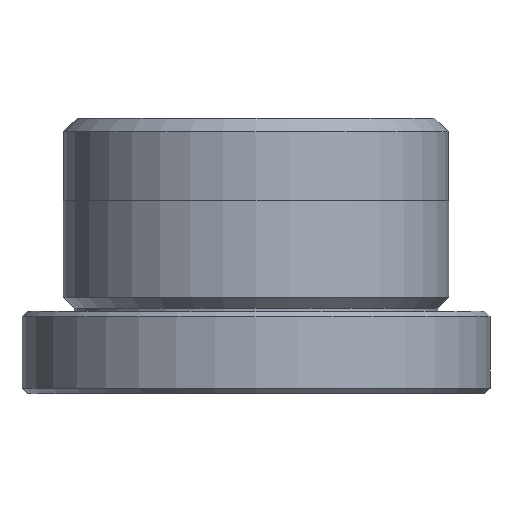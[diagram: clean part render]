
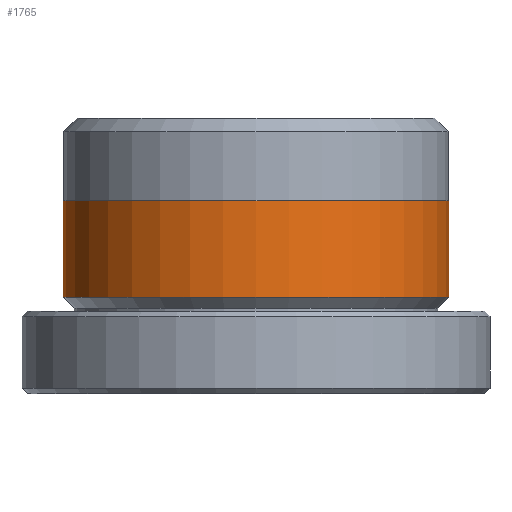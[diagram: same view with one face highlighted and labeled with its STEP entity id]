
A CAD part, front view. The second image highlights one B-rep face of the part: STEP entity #1765.
In plain terms, the highlighted cylindrical face has radius 7 mm (diameter 14 mm), a partial arc.
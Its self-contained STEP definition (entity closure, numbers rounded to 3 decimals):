
#189 = DIRECTION ( 'NONE',  ( 0., 0., -1. ) ) ;
#232 = VERTEX_POINT ( 'NONE', #2922 ) ;
#498 = EDGE_LOOP ( 'NONE', ( #2871, #1355, #2503, #1535 ) ) ;
#553 = LINE ( 'NONE', #1619, #1875 ) ;
#565 = EDGE_CURVE ( 'NONE', #232, #1584, #553, .T. ) ;
#732 = EDGE_CURVE ( 'NONE', #2595, #941, #1726, .T. ) ;
#828 = DIRECTION ( 'NONE',  ( 0., 0., -1. ) ) ;
#941 = VERTEX_POINT ( 'NONE', #980 ) ;
#980 = CARTESIAN_POINT ( 'NONE',  ( 7., 0., 3.5 ) ) ;
#982 = CIRCLE ( 'NONE', #2667, 7. ) ;
#988 = VECTOR ( 'NONE', #828, 1000. ) ;
#1023 = AXIS2_PLACEMENT_3D ( 'NONE', #2556, #1856, #2780 ) ;
#1093 = DIRECTION ( 'NONE',  ( 0., 0., -1. ) ) ;
#1355 = ORIENTED_EDGE ( 'NONE', *, *, #1851, .F. ) ;
#1371 = AXIS2_PLACEMENT_3D ( 'NONE', #1418, #3034, #1673 ) ;
#1418 = CARTESIAN_POINT ( 'NONE',  ( 0., 0., 7. ) ) ;
#1535 = ORIENTED_EDGE ( 'NONE', *, *, #1701, .F. ) ;
#1584 = VERTEX_POINT ( 'NONE', #2344 ) ;
#1619 = CARTESIAN_POINT ( 'NONE',  ( -7., 0., 10. ) ) ;
#1673 = DIRECTION ( 'NONE',  ( 1., 0., 0. ) ) ;
#1674 = CIRCLE ( 'NONE', #1371, 7. ) ;
#1682 = CARTESIAN_POINT ( 'NONE',  ( 0., 0., 3.5 ) ) ;
#1701 = EDGE_CURVE ( 'NONE', #941, #1584, #982, .T. ) ;
#1726 = LINE ( 'NONE', #2040, #988 ) ;
#1765 = ADVANCED_FACE ( 'NONE', ( #1907 ), #3050, .T. ) ;
#1851 = EDGE_CURVE ( 'NONE', #232, #2595, #1674, .T. ) ;
#1856 = DIRECTION ( 'NONE',  ( 0., 0., -1. ) ) ;
#1875 = VECTOR ( 'NONE', #1093, 1000. ) ;
#1906 = DIRECTION ( 'NONE',  ( -1., 0., 0. ) ) ;
#1907 = FACE_OUTER_BOUND ( 'NONE', #498, .T. ) ;
#2040 = CARTESIAN_POINT ( 'NONE',  ( 7., 0., 10. ) ) ;
#2344 = CARTESIAN_POINT ( 'NONE',  ( -7., 0., 3.5 ) ) ;
#2503 = ORIENTED_EDGE ( 'NONE', *, *, #565, .T. ) ;
#2556 = CARTESIAN_POINT ( 'NONE',  ( 0., 0., 10. ) ) ;
#2595 = VERTEX_POINT ( 'NONE', #2895 ) ;
#2667 = AXIS2_PLACEMENT_3D ( 'NONE', #1682, #189, #1906 ) ;
#2780 = DIRECTION ( 'NONE',  ( -1., 0., 0. ) ) ;
#2871 = ORIENTED_EDGE ( 'NONE', *, *, #732, .F. ) ;
#2895 = CARTESIAN_POINT ( 'NONE',  ( 7., 0., 7. ) ) ;
#2922 = CARTESIAN_POINT ( 'NONE',  ( -7., 0., 7. ) ) ;
#3034 = DIRECTION ( 'NONE',  ( 0., 0., 1. ) ) ;
#3050 = CYLINDRICAL_SURFACE ( 'NONE', #1023, 7. ) ;
